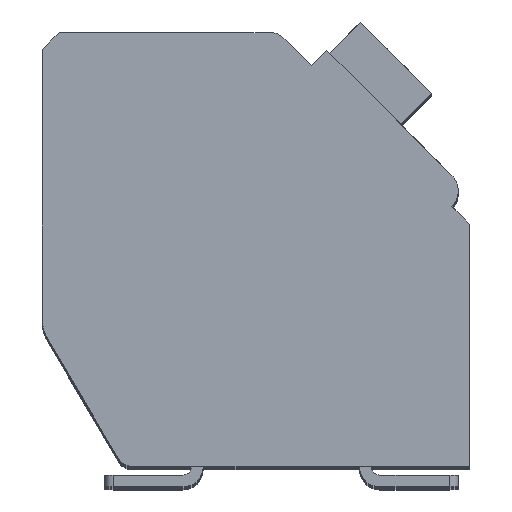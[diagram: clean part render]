
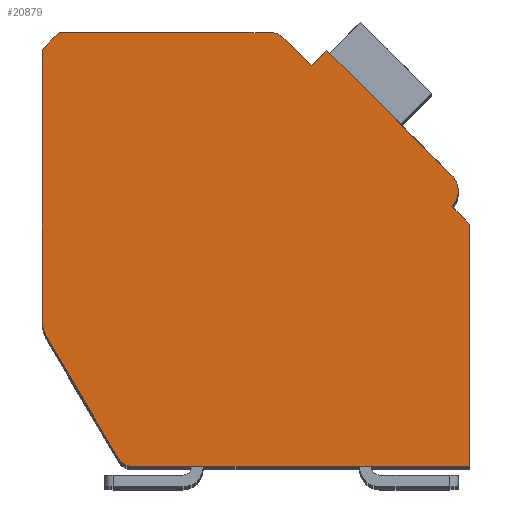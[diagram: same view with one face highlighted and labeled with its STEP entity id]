
A CAD part, top view. The second image highlights one B-rep face of the part: STEP entity #20879.
In plain terms, the highlighted planar face has unit normal (0, 0, 1).
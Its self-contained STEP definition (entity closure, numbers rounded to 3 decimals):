
#433=DIRECTION('',(0.,-1.,0.));
#434=VECTOR('',#433,8.053);
#435=CARTESIAN_POINT('',(-12.7,12.4,2.1));
#436=LINE('',#435,#434);
#437=DIRECTION('',(-0.707,-0.707,0.));
#438=VECTOR('',#437,0.707);
#439=CARTESIAN_POINT('',(-12.2,12.9,2.1));
#440=LINE('',#439,#438);
#441=DIRECTION('',(-1.,0.,0.));
#442=VECTOR('',#441,6.298);
#443=CARTESIAN_POINT('',(-5.902,12.9,2.1));
#444=LINE('',#443,#442);
#445=CARTESIAN_POINT('',(-5.902,12.4,2.1));
#446=DIRECTION('',(0.,0.,1.));
#447=DIRECTION('',(0.707,0.707,0.));
#448=AXIS2_PLACEMENT_3D('',#445,#446,#447);
#450=DIRECTION('',(-0.707,0.707,0.));
#451=VECTOR('',#450,1.197);
#452=CARTESIAN_POINT('',(-4.702,11.907,2.1));
#453=LINE('',#452,#451);
#454=DIRECTION('',(-0.707,-0.707,0.));
#455=VECTOR('',#454,0.65);
#456=CARTESIAN_POINT('',(-4.243,12.367,2.1));
#457=LINE('',#456,#455);
#458=DIRECTION('',(-0.707,0.707,0.));
#459=VECTOR('',#458,5.25);
#460=CARTESIAN_POINT('',(-0.53,8.655,2.1));
#461=LINE('',#460,#459);
#462=CARTESIAN_POINT('',(-0.99,8.195,2.1));
#463=DIRECTION('',(0.,0.,1.));
#464=DIRECTION('',(0.707,-0.707,0.));
#465=AXIS2_PLACEMENT_3D('',#462,#463,#464);
#467=DIRECTION('',(-0.707,0.707,0.));
#468=VECTOR('',#467,0.75);
#469=CARTESIAN_POINT('',(0.,7.205,2.1));
#470=LINE('',#469,#468);
#471=DIRECTION('',(0.,1.,0.));
#472=VECTOR('',#471,7.205);
#473=CARTESIAN_POINT('',(0.,0.,2.1));
#474=LINE('',#473,#472);
#475=DIRECTION('',(1.,0.,0.));
#476=VECTOR('',#475,10.014);
#477=CARTESIAN_POINT('',(-10.014,0.,2.1));
#478=LINE('',#477,#476);
#479=CARTESIAN_POINT('',(-10.014,0.5,2.1));
#480=DIRECTION('',(0.,0.,1.));
#481=DIRECTION('',(-0.862,-0.508,0.));
#482=AXIS2_PLACEMENT_3D('',#479,#480,#481);
#484=DIRECTION('',(0.508,-0.862,0.));
#485=VECTOR('',#484,4.17);
#486=CARTESIAN_POINT('',(-12.562,3.839,2.1));
#487=LINE('',#486,#485);
#488=CARTESIAN_POINT('',(-11.7,4.347,2.1));
#489=DIRECTION('',(0.,0.,1.));
#490=DIRECTION('',(-1.,0.,0.));
#491=AXIS2_PLACEMENT_3D('',#488,#489,#490);
#15721=CARTESIAN_POINT('',(-12.7,12.4,2.1));
#15722=CARTESIAN_POINT('',(-12.7,4.347,2.1));
#15723=VERTEX_POINT('',#15721);
#15724=VERTEX_POINT('',#15722);
#15725=CARTESIAN_POINT('',(-12.562,3.839,2.1));
#15726=VERTEX_POINT('',#15725);
#15727=CARTESIAN_POINT('',(-10.445,0.246,2.1));
#15728=VERTEX_POINT('',#15727);
#15729=CARTESIAN_POINT('',(-10.014,0.,2.1));
#15730=VERTEX_POINT('',#15729);
#15731=CARTESIAN_POINT('',(0.,0.,2.1));
#15732=VERTEX_POINT('',#15731);
#15733=CARTESIAN_POINT('',(0.,7.205,2.1));
#15734=VERTEX_POINT('',#15733);
#15735=CARTESIAN_POINT('',(-0.53,7.735,2.1));
#15736=VERTEX_POINT('',#15735);
#15737=CARTESIAN_POINT('',(-0.53,8.655,2.1));
#15738=VERTEX_POINT('',#15737);
#15739=CARTESIAN_POINT('',(-4.243,12.367,2.1));
#15740=VERTEX_POINT('',#15739);
#15741=CARTESIAN_POINT('',(-4.702,11.907,2.1));
#15742=VERTEX_POINT('',#15741);
#15743=CARTESIAN_POINT('',(-5.548,12.754,2.1));
#15744=VERTEX_POINT('',#15743);
#15745=CARTESIAN_POINT('',(-5.902,12.9,2.1));
#15746=VERTEX_POINT('',#15745);
#15747=CARTESIAN_POINT('',(-12.2,12.9,2.1));
#15748=VERTEX_POINT('',#15747);
#20846=CARTESIAN_POINT('',(0.,0.,2.1));
#20847=DIRECTION('',(0.,0.,1.));
#20848=DIRECTION('',(1.,0.,0.));
#20849=AXIS2_PLACEMENT_3D('',#20846,#20847,#20848);
#20850=PLANE('',#20849);
#20851=ORIENTED_EDGE('',*,*,#20441,.F.);
#20853=ORIENTED_EDGE('',*,*,#20852,.F.);
#20855=ORIENTED_EDGE('',*,*,#20854,.F.);
#20857=ORIENTED_EDGE('',*,*,#20856,.F.);
#20859=ORIENTED_EDGE('',*,*,#20858,.F.);
#20861=ORIENTED_EDGE('',*,*,#20860,.F.);
#20863=ORIENTED_EDGE('',*,*,#20862,.F.);
#20865=ORIENTED_EDGE('',*,*,#20864,.F.);
#20867=ORIENTED_EDGE('',*,*,#20866,.F.);
#20869=ORIENTED_EDGE('',*,*,#20868,.F.);
#20871=ORIENTED_EDGE('',*,*,#20870,.F.);
#20873=ORIENTED_EDGE('',*,*,#20872,.F.);
#20875=ORIENTED_EDGE('',*,*,#20874,.F.);
#20876=ORIENTED_EDGE('',*,*,#20599,.F.);
#20877=EDGE_LOOP('',(#20851,#20853,#20855,#20857,#20859,#20861,#20863,#20865,
#20867,#20869,#20871,#20873,#20875,#20876));
#20878=FACE_OUTER_BOUND('',#20877,.F.);
#449=CIRCLE('',#448,0.5);
#466=CIRCLE('',#465,0.65);
#483=CIRCLE('',#482,0.5);
#492=CIRCLE('',#491,1.);
#20441=EDGE_CURVE('',#15723,#15724,#436,.T.);
#20599=EDGE_CURVE('',#15724,#15726,#492,.T.);
#20852=EDGE_CURVE('',#15748,#15723,#440,.T.);
#20854=EDGE_CURVE('',#15746,#15748,#444,.T.);
#20856=EDGE_CURVE('',#15744,#15746,#449,.T.);
#20858=EDGE_CURVE('',#15742,#15744,#453,.T.);
#20860=EDGE_CURVE('',#15740,#15742,#457,.T.);
#20862=EDGE_CURVE('',#15738,#15740,#461,.T.);
#20864=EDGE_CURVE('',#15736,#15738,#466,.T.);
#20866=EDGE_CURVE('',#15734,#15736,#470,.T.);
#20868=EDGE_CURVE('',#15732,#15734,#474,.T.);
#20870=EDGE_CURVE('',#15730,#15732,#478,.T.);
#20872=EDGE_CURVE('',#15728,#15730,#483,.T.);
#20874=EDGE_CURVE('',#15726,#15728,#487,.T.);
#20879=ADVANCED_FACE('',(#20878),#20850,.T.);
